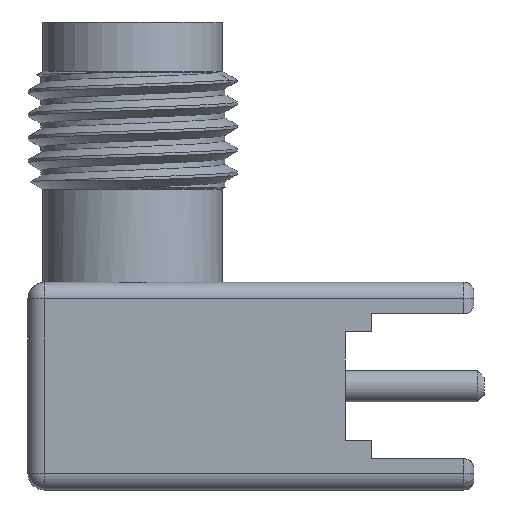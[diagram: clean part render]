
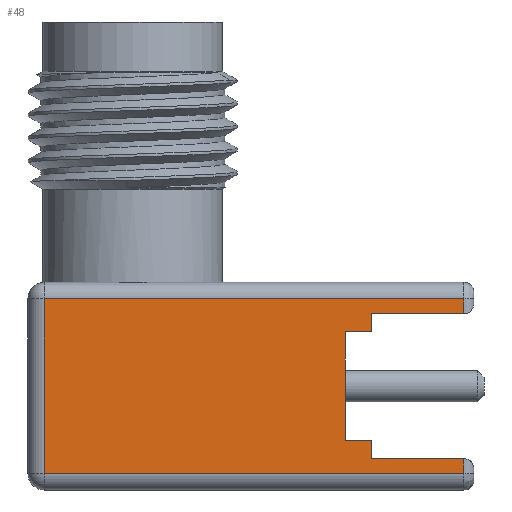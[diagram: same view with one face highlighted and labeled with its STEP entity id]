
A CAD part, left-side view. The second image highlights one B-rep face of the part: STEP entity #48.
In plain terms, the highlighted planar face has unit normal (-1, 0, 0).
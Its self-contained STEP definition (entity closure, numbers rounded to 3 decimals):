
#48=ADVANCED_FACE('',(#158),#159,.F.);
#158=FACE_OUTER_BOUND('',#376,.T.);
#159=PLANE('',#377);
#376=EDGE_LOOP('',(#1527,#1528,#1529,#1530,#1531,#1532,#1533,#1534,#1535,#1536,#1537,#1538));
#377=AXIS2_PLACEMENT_3D('',#1539,#1540,#1541);
#1527=ORIENTED_EDGE('',*,*,#2336,.F.);
#1528=ORIENTED_EDGE('',*,*,#2337,.F.);
#1529=ORIENTED_EDGE('',*,*,#2338,.F.);
#1530=ORIENTED_EDGE('',*,*,#2339,.F.);
#1531=ORIENTED_EDGE('',*,*,#2340,.F.);
#1532=ORIENTED_EDGE('',*,*,#2341,.F.);
#1533=ORIENTED_EDGE('',*,*,#2342,.F.);
#1534=ORIENTED_EDGE('',*,*,#2343,.F.);
#1535=ORIENTED_EDGE('',*,*,#2344,.T.);
#1536=ORIENTED_EDGE('',*,*,#2345,.T.);
#1537=ORIENTED_EDGE('',*,*,#2346,.T.);
#1538=ORIENTED_EDGE('',*,*,#2347,.T.);
#1539=CARTESIAN_POINT('',(-3.15,0.0,0.0));
#1540=DIRECTION('',(1.0,0.0,0.0));
#1541=DIRECTION('',(0.0,1.0,0.0));
#2336=EDGE_CURVE('',#2607,#2608,#2609,.T.);
#2337=EDGE_CURVE('',#2610,#2607,#2611,.T.);
#2338=EDGE_CURVE('',#2612,#2610,#2613,.T.);
#2339=EDGE_CURVE('',#2614,#2612,#2615,.T.);
#2340=EDGE_CURVE('',#2616,#2614,#2617,.T.);
#2341=EDGE_CURVE('',#2618,#2616,#2619,.T.);
#2342=EDGE_CURVE('',#2620,#2618,#2621,.T.);
#2343=EDGE_CURVE('',#2622,#2620,#2623,.T.);
#2344=EDGE_CURVE('',#2622,#2624,#2625,.T.);
#2345=EDGE_CURVE('',#2624,#2626,#2627,.T.);
#2346=EDGE_CURVE('',#2626,#2628,#2629,.T.);
#2347=EDGE_CURVE('',#2628,#2608,#2630,.T.);
#2607=VERTEX_POINT('',#3112);
#2608=VERTEX_POINT('',#3113);
#2609=LINE('',#3114,#3115);
#2610=VERTEX_POINT('',#3116);
#2611=LINE('',#3117,#3118);
#2612=VERTEX_POINT('',#3119);
#2613=LINE('',#3120,#3121);
#2614=VERTEX_POINT('',#3122);
#2615=LINE('',#3123,#3124);
#2616=VERTEX_POINT('',#3125);
#2617=LINE('',#3126,#3127);
#2618=VERTEX_POINT('',#3128);
#2619=LINE('',#3129,#3130);
#2620=VERTEX_POINT('',#3131);
#2621=LINE('',#3132,#3133);
#2622=VERTEX_POINT('',#3134);
#2623=LINE('',#3135,#3136);
#2624=VERTEX_POINT('',#3137);
#2625=LINE('',#3138,#3139);
#2626=VERTEX_POINT('',#3140);
#2627=LINE('',#3141,#3142);
#2628=VERTEX_POINT('',#3143);
#2629=LINE('',#3144,#3145);
#2630=LINE('',#3146,#3147);
#3112=CARTESIAN_POINT('',(-3.15,-7.25,-13.25));
#3113=CARTESIAN_POINT('',(-3.15,-10.05,-13.25));
#3114=CARTESIAN_POINT('',(-3.15,-7.25,-13.25));
#3115=VECTOR('',#4653,2.8);
#3116=CARTESIAN_POINT('',(-3.15,-7.25,-12.7));
#3117=CARTESIAN_POINT('',(-3.15,-7.25,-12.7));
#3118=VECTOR('',#4654,0.55);
#3119=CARTESIAN_POINT('',(-3.15,-6.45,-12.7));
#3120=CARTESIAN_POINT('',(-3.15,-6.45,-12.7));
#3121=VECTOR('',#4655,0.8);
#3122=CARTESIAN_POINT('',(-3.15,-6.45,-9.4));
#3123=CARTESIAN_POINT('',(-3.15,-6.45,-9.4));
#3124=VECTOR('',#4656,3.3);
#3125=CARTESIAN_POINT('',(-3.15,-7.25,-9.4));
#3126=CARTESIAN_POINT('',(-3.15,-7.25,-9.4));
#3127=VECTOR('',#4657,0.8);
#3128=CARTESIAN_POINT('',(-3.15,-7.25,-8.85));
#3129=CARTESIAN_POINT('',(-3.15,-7.25,-8.85));
#3130=VECTOR('',#4658,0.55);
#3131=CARTESIAN_POINT('',(-3.15,-10.05,-8.85));
#3132=CARTESIAN_POINT('',(-3.15,-10.05,-8.85));
#3133=VECTOR('',#4659,2.8);
#3134=CARTESIAN_POINT('',(-3.15,-10.05,-8.4));
#3135=CARTESIAN_POINT('',(-3.15,-10.05,-8.4));
#3136=VECTOR('',#4660,0.45);
#3137=CARTESIAN_POINT('',(-3.15,2.68,-8.4));
#3138=CARTESIAN_POINT('',(-3.15,-10.05,-8.4));
#3139=VECTOR('',#4661,12.73);
#3140=CARTESIAN_POINT('',(-3.15,2.68,-13.7));
#3141=CARTESIAN_POINT('',(-3.15,2.68,-8.4));
#3142=VECTOR('',#4662,5.3);
#3143=CARTESIAN_POINT('',(-3.15,-10.05,-13.7));
#3144=CARTESIAN_POINT('',(-3.15,2.68,-13.7));
#3145=VECTOR('',#4663,12.73);
#3146=CARTESIAN_POINT('',(-3.15,-10.05,-13.7));
#3147=VECTOR('',#4664,0.45);
#4653=DIRECTION('',(0.0,-1.0,0.0));
#4654=DIRECTION('',(0.0,0.0,-1.0));
#4655=DIRECTION('',(0.0,-1.0,0.0));
#4656=DIRECTION('',(0.0,0.0,-1.0));
#4657=DIRECTION('',(0.0,1.0,0.0));
#4658=DIRECTION('',(0.0,0.0,-1.0));
#4659=DIRECTION('',(0.0,1.0,0.0));
#4660=DIRECTION('',(0.0,0.0,-1.0));
#4661=DIRECTION('',(0.0,1.0,0.));
#4662=DIRECTION('',(0.0,0.0,-1.0));
#4663=DIRECTION('',(0.0,-1.0,0.));
#4664=DIRECTION('',(0.0,0.0,1.0));
